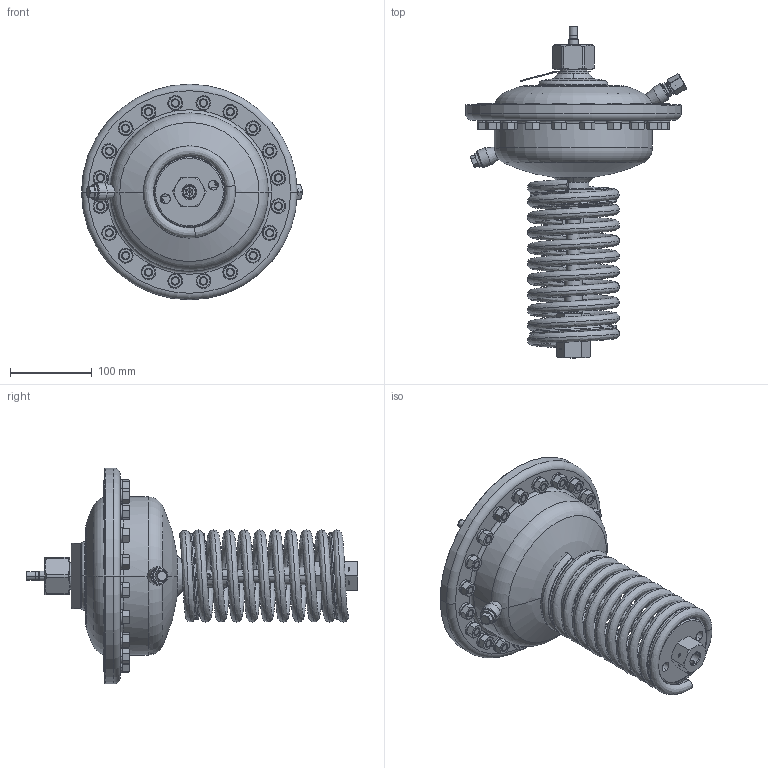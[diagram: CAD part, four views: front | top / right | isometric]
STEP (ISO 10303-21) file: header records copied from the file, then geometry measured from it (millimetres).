
FILE_DESCRIPTION((''),'2;1');
FILE_NAME('003G1011_ASM','2012-04-11T',('U258099'),('Danfoss'),'PRO/ENGINEER BY PARAMETRIC TECHNOLOGY CORPORATION, 2010370','PRO/ENGINEER BY PARAMETRIC TECHNOLOGY CORPORATION, 2010370','');
FILE_SCHEMA(('CONFIG_CONTROL_DESIGN'));
Length unit declared in the file: millimetre
Products named in the file (28): 88632910; 8863055; 88630480_1; 88635800; 88810420; 88810400; 55511011; 8539087; TESNILO_18X14; 8863078; PRIKLJUCEK_MATICA; PRIKLJUCEK_VST; PRIKLJUCEK_3_ASM; VIJAK_G1L4X12_ZAPIRALNI; 8881035; 8863013; 88630100; 88630120_RAZTEGNJENA; 88630820; 8863011; 5181799; 55211680; 51950210; 52017500; 5181800; 51917340; 5221571; 003G1011_ASM
Assembly tree (107 placements, depth 3):
  003G1011_ASM
    88632910
    8863055  x2
    88630480_1
    88635800
    88810420
    88810400
    55511011
    8539087
    TESNILO_18X14  x2
    PRIKLJUCEK_3_ASM
      8863078
      PRIKLJUCEK_MATICA
      PRIKLJUCEK_VST
    VIJAK_G1L4X12_ZAPIRALNI
    8881035
    8863013
    88630100  x2
    88630120_RAZTEGNJENA
    88630820
    8863011
    5181799
    55211680
    51950210
    52017500  x40
    5181800  x20
    51917340  x20
    5221571
Bounding box: 269.9 x 405.4 x 263.5 mm (x, y, z)
Surface area: 923337.4 mm2 (no closed solid volume)
Topology: 0 solids, 168 shells, 2600 faces, 5934 edges, 3617 vertices
Faces by surface type: cylinder 904, cone 666, plane 660, torus 194, bspline 110, sphere 66
Entity records: 42867 total; most frequent: CARTESIAN_POINT 14546, DIRECTION 6320, ORIENTED_EDGE 5318, AXIS2_PLACEMENT_3D 2756, EDGE_CURVE 2699, VERTEX_POINT 1685, CIRCLE 1523, EDGE_LOOP 1466
